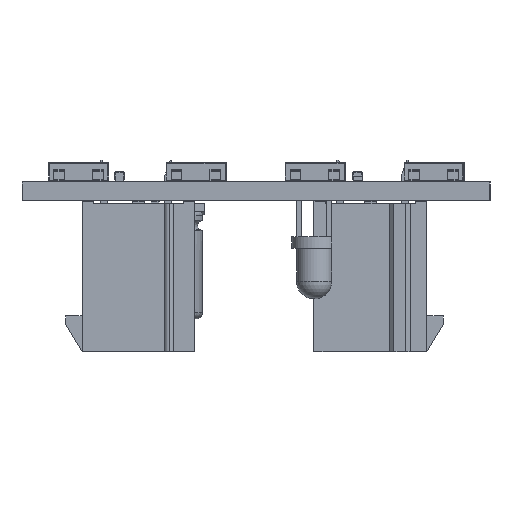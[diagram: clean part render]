
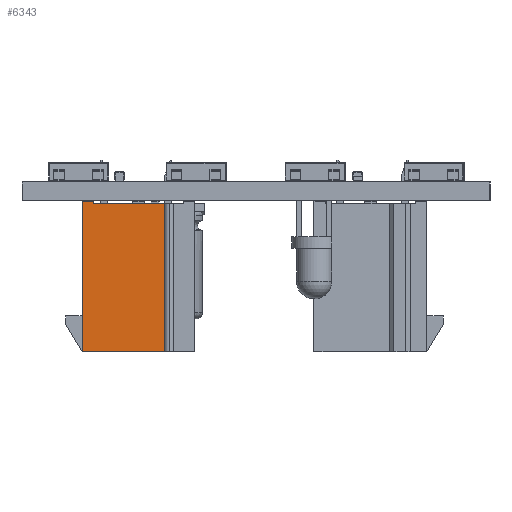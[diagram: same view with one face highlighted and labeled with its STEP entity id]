
A CAD part, left-side view. The second image highlights one B-rep face of the part: STEP entity #6343.
In plain terms, the highlighted face is planar.
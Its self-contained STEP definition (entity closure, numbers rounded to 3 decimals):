
#2146 = VERTEX_POINT('',#2147);
#2147 = CARTESIAN_POINT('',(4.8,12.8,2.2));
#2157 = CYLINDRICAL_SURFACE('',#2158,0.4);
#2158 = AXIS2_PLACEMENT_3D('',#2159,#2160,#2161);
#2159 = CARTESIAN_POINT('',(4.8,12.8,2.6));
#2160 = DIRECTION('',(0.,-1.,0.));
#2161 = DIRECTION('',(1.,0.,0.));
#2169 = PLANE('',#2170);
#2170 = AXIS2_PLACEMENT_3D('',#2171,#2172,#2173);
#2171 = CARTESIAN_POINT('',(-4.8,12.8,-4.8));
#2172 = DIRECTION('',(0.,1.,0.));
#2173 = DIRECTION('',(1.,0.,0.));
#2214 = VERTEX_POINT('',#2215);
#2215 = CARTESIAN_POINT('',(4.8,0.2,2.2));
#2230 = PLANE('',#2231);
#2231 = AXIS2_PLACEMENT_3D('',#2232,#2233,#2234);
#2232 = CARTESIAN_POINT('',(-4.8,0.2,0.));
#2233 = DIRECTION('',(0.,-1.,0.));
#2234 = DIRECTION('',(0.,0.,-1.));
#2242 = EDGE_CURVE('',#2146,#2214,#2243,.T.);
#2243 = SURFACE_CURVE('',#2244,(#2248,#2255),.PCURVE_S1.);
#2244 = LINE('',#2245,#2246);
#2245 = CARTESIAN_POINT('',(4.8,12.8,2.2));
#2246 = VECTOR('',#2247,1.);
#2247 = DIRECTION('',(0.,-1.,0.));
#2248 = PCURVE('',#2157,#2249);
#2249 = DEFINITIONAL_REPRESENTATION('',(#2250),#2254);
#2250 = LINE('',#2251,#2252);
#2251 = CARTESIAN_POINT('',(4.712,0.));
#2252 = VECTOR('',#2253,1.);
#2253 = DIRECTION('',(0.,1.));
#2254 = ( GEOMETRIC_REPRESENTATION_CONTEXT(2) 
PARAMETRIC_REPRESENTATION_CONTEXT() REPRESENTATION_CONTEXT('2D SPACE',''
  ) );
#2255 = PCURVE('',#2256,#2261);
#2256 = PLANE('',#2257);
#2257 = AXIS2_PLACEMENT_3D('',#2258,#2259,#2260);
#2258 = CARTESIAN_POINT('',(4.8,0.,0.));
#2259 = DIRECTION('',(1.,0.,0.));
#2260 = DIRECTION('',(0.,1.,0.));
#2261 = DEFINITIONAL_REPRESENTATION('',(#2262),#2266);
#2262 = LINE('',#2263,#2264);
#2263 = CARTESIAN_POINT('',(12.8,2.2));
#2264 = VECTOR('',#2265,1.);
#2265 = DIRECTION('',(-1.,0.));
#2266 = ( GEOMETRIC_REPRESENTATION_CONTEXT(2) 
PARAMETRIC_REPRESENTATION_CONTEXT() REPRESENTATION_CONTEXT('2D SPACE',''
  ) );
#2572 = PLANE('',#2573);
#2573 = AXIS2_PLACEMENT_3D('',#2574,#2575,#2576);
#2574 = CARTESIAN_POINT('',(-4.8,0.,-4.8));
#2575 = DIRECTION('',(0.,0.,-1.));
#2576 = DIRECTION('',(0.,-1.,0.));
#2870 = VERTEX_POINT('',#2871);
#2871 = CARTESIAN_POINT('',(4.8,0.2,-3.8));
#2885 = PLANE('',#2886);
#2886 = AXIS2_PLACEMENT_3D('',#2887,#2888,#2889);
#2887 = CARTESIAN_POINT('',(0.8,0.,-3.8));
#2888 = DIRECTION('',(0.,0.,-1.));
#2889 = DIRECTION('',(0.,-1.,0.));
#2897 = EDGE_CURVE('',#2870,#2214,#2898,.T.);
#2898 = SURFACE_CURVE('',#2899,(#2903,#2910),.PCURVE_S1.);
#2899 = LINE('',#2900,#2901);
#2900 = CARTESIAN_POINT('',(4.8,0.2,-3.8));
#2901 = VECTOR('',#2902,1.);
#2902 = DIRECTION('',(0.,0.,1.));
#2903 = PCURVE('',#2230,#2904);
#2904 = DEFINITIONAL_REPRESENTATION('',(#2905),#2909);
#2905 = LINE('',#2906,#2907);
#2906 = CARTESIAN_POINT('',(3.8,9.6));
#2907 = VECTOR('',#2908,1.);
#2908 = DIRECTION('',(-1.,0.));
#2909 = ( GEOMETRIC_REPRESENTATION_CONTEXT(2) 
PARAMETRIC_REPRESENTATION_CONTEXT() REPRESENTATION_CONTEXT('2D SPACE',''
  ) );
#2910 = PCURVE('',#2256,#2911);
#2911 = DEFINITIONAL_REPRESENTATION('',(#2912),#2916);
#2912 = LINE('',#2913,#2914);
#2913 = CARTESIAN_POINT('',(0.2,-3.8));
#2914 = VECTOR('',#2915,1.);
#2915 = DIRECTION('',(0.,1.));
#2916 = ( GEOMETRIC_REPRESENTATION_CONTEXT(2) 
PARAMETRIC_REPRESENTATION_CONTEXT() REPRESENTATION_CONTEXT('2D SPACE',''
  ) );
#4826 = VERTEX_POINT('',#4827);
#4827 = CARTESIAN_POINT('',(4.8,12.8,-4.8));
#4848 = EDGE_CURVE('',#4849,#4826,#4851,.T.);
#4849 = VERTEX_POINT('',#4850);
#4850 = CARTESIAN_POINT('',(4.8,0.,-4.8));
#4851 = SURFACE_CURVE('',#4852,(#4856,#4863),.PCURVE_S1.);
#4852 = LINE('',#4853,#4854);
#4853 = CARTESIAN_POINT('',(4.8,0.,-4.8));
#4854 = VECTOR('',#4855,1.);
#4855 = DIRECTION('',(0.,1.,0.));
#4856 = PCURVE('',#2572,#4857);
#4857 = DEFINITIONAL_REPRESENTATION('',(#4858),#4862);
#4858 = LINE('',#4859,#4860);
#4859 = CARTESIAN_POINT('',(0.,-9.6));
#4860 = VECTOR('',#4861,1.);
#4861 = DIRECTION('',(-1.,0.));
#4862 = ( GEOMETRIC_REPRESENTATION_CONTEXT(2) 
PARAMETRIC_REPRESENTATION_CONTEXT() REPRESENTATION_CONTEXT('2D SPACE',''
  ) );
#4863 = PCURVE('',#2256,#4864);
#4864 = DEFINITIONAL_REPRESENTATION('',(#4865),#4869);
#4865 = LINE('',#4866,#4867);
#4866 = CARTESIAN_POINT('',(0.,-4.8));
#4867 = VECTOR('',#4868,1.);
#4868 = DIRECTION('',(1.,0.));
#4869 = ( GEOMETRIC_REPRESENTATION_CONTEXT(2) 
PARAMETRIC_REPRESENTATION_CONTEXT() REPRESENTATION_CONTEXT('2D SPACE',''
  ) );
#4887 = PLANE('',#4888);
#4888 = AXIS2_PLACEMENT_3D('',#4889,#4890,#4891);
#4889 = CARTESIAN_POINT('',(-4.8,0.,4.8));
#4890 = DIRECTION('',(0.,-1.,0.));
#4891 = DIRECTION('',(0.,0.,-1.));
#5706 = EDGE_CURVE('',#5707,#4849,#5709,.T.);
#5707 = VERTEX_POINT('',#5708);
#5708 = CARTESIAN_POINT('',(4.8,0.,-3.8));
#5709 = SURFACE_CURVE('',#5710,(#5714,#5721),.PCURVE_S1.);
#5710 = LINE('',#5711,#5712);
#5711 = CARTESIAN_POINT('',(4.8,0.,-3.8));
#5712 = VECTOR('',#5713,1.);
#5713 = DIRECTION('',(0.,0.,-1.));
#5714 = PCURVE('',#4887,#5715);
#5715 = DEFINITIONAL_REPRESENTATION('',(#5716),#5720);
#5716 = LINE('',#5717,#5718);
#5717 = CARTESIAN_POINT('',(8.6,9.6));
#5718 = VECTOR('',#5719,1.);
#5719 = DIRECTION('',(1.,0.));
#5720 = ( GEOMETRIC_REPRESENTATION_CONTEXT(2) 
PARAMETRIC_REPRESENTATION_CONTEXT() REPRESENTATION_CONTEXT('2D SPACE',''
  ) );
#5721 = PCURVE('',#2256,#5722);
#5722 = DEFINITIONAL_REPRESENTATION('',(#5723),#5727);
#5723 = LINE('',#5724,#5725);
#5724 = CARTESIAN_POINT('',(0.,-3.8));
#5725 = VECTOR('',#5726,1.);
#5726 = DIRECTION('',(0.,-1.));
#5727 = ( GEOMETRIC_REPRESENTATION_CONTEXT(2) 
PARAMETRIC_REPRESENTATION_CONTEXT() REPRESENTATION_CONTEXT('2D SPACE',''
  ) );
#6165 = EDGE_CURVE('',#5707,#2870,#6166,.T.);
#6166 = SURFACE_CURVE('',#6167,(#6171,#6178),.PCURVE_S1.);
#6167 = LINE('',#6168,#6169);
#6168 = CARTESIAN_POINT('',(4.8,0.,-3.8));
#6169 = VECTOR('',#6170,1.);
#6170 = DIRECTION('',(0.,1.,0.));
#6171 = PCURVE('',#2885,#6172);
#6172 = DEFINITIONAL_REPRESENTATION('',(#6173),#6177);
#6173 = LINE('',#6174,#6175);
#6174 = CARTESIAN_POINT('',(0.,-4.));
#6175 = VECTOR('',#6176,1.);
#6176 = DIRECTION('',(-1.,0.));
#6177 = ( GEOMETRIC_REPRESENTATION_CONTEXT(2) 
PARAMETRIC_REPRESENTATION_CONTEXT() REPRESENTATION_CONTEXT('2D SPACE',''
  ) );
#6178 = PCURVE('',#2256,#6179);
#6179 = DEFINITIONAL_REPRESENTATION('',(#6180),#6184);
#6180 = LINE('',#6181,#6182);
#6181 = CARTESIAN_POINT('',(0.,-3.8));
#6182 = VECTOR('',#6183,1.);
#6183 = DIRECTION('',(1.,0.));
#6184 = ( GEOMETRIC_REPRESENTATION_CONTEXT(2) 
PARAMETRIC_REPRESENTATION_CONTEXT() REPRESENTATION_CONTEXT('2D SPACE',''
  ) );
#6343 = ADVANCED_FACE('',(#6344),#2256,.T.);
#6344 = FACE_BOUND('',#6345,.T.);
#6345 = EDGE_LOOP('',(#6346,#6347,#6348,#6349,#6350,#6371));
#6346 = ORIENTED_EDGE('',*,*,#2897,.F.);
#6347 = ORIENTED_EDGE('',*,*,#6165,.F.);
#6348 = ORIENTED_EDGE('',*,*,#5706,.T.);
#6349 = ORIENTED_EDGE('',*,*,#4848,.T.);
#6350 = ORIENTED_EDGE('',*,*,#6351,.T.);
#6351 = EDGE_CURVE('',#4826,#2146,#6352,.T.);
#6352 = SURFACE_CURVE('',#6353,(#6357,#6364),.PCURVE_S1.);
#6353 = LINE('',#6354,#6355);
#6354 = CARTESIAN_POINT('',(4.8,12.8,-4.8));
#6355 = VECTOR('',#6356,1.);
#6356 = DIRECTION('',(0.,0.,1.));
#6357 = PCURVE('',#2256,#6358);
#6358 = DEFINITIONAL_REPRESENTATION('',(#6359),#6363);
#6359 = LINE('',#6360,#6361);
#6360 = CARTESIAN_POINT('',(12.8,-4.8));
#6361 = VECTOR('',#6362,1.);
#6362 = DIRECTION('',(0.,1.));
#6363 = ( GEOMETRIC_REPRESENTATION_CONTEXT(2) 
PARAMETRIC_REPRESENTATION_CONTEXT() REPRESENTATION_CONTEXT('2D SPACE',''
  ) );
#6364 = PCURVE('',#2169,#6365);
#6365 = DEFINITIONAL_REPRESENTATION('',(#6366),#6370);
#6366 = LINE('',#6367,#6368);
#6367 = CARTESIAN_POINT('',(9.6,0.));
#6368 = VECTOR('',#6369,1.);
#6369 = DIRECTION('',(0.,-1.));
#6370 = ( GEOMETRIC_REPRESENTATION_CONTEXT(2) 
PARAMETRIC_REPRESENTATION_CONTEXT() REPRESENTATION_CONTEXT('2D SPACE',''
  ) );
#6371 = ORIENTED_EDGE('',*,*,#2242,.T.);
